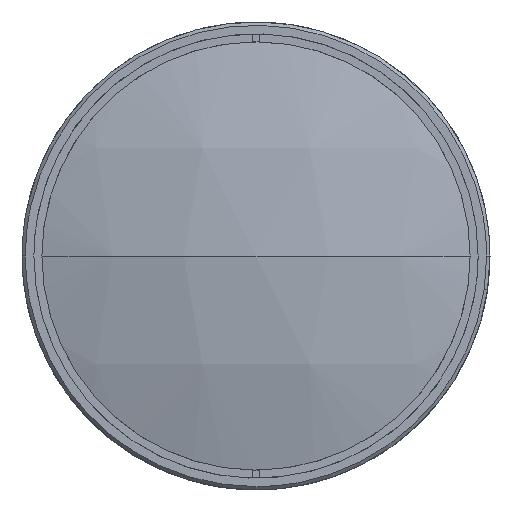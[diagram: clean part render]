
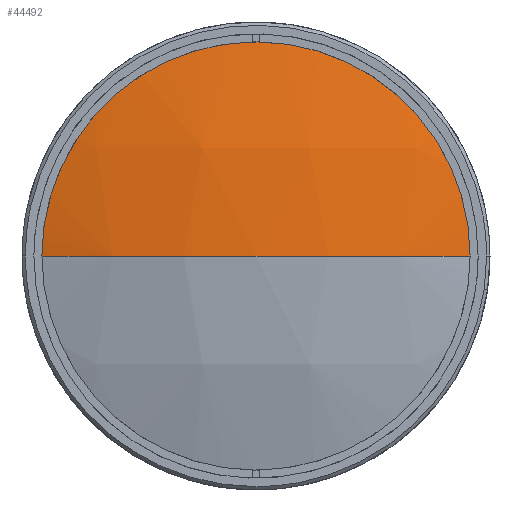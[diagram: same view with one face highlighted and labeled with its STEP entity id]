
A CAD part, left-side view. The second image highlights one B-rep face of the part: STEP entity #44492.
In plain terms, the highlighted spherical face has radius 456.634 mm.
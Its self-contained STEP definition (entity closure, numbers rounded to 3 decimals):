
#776 = CARTESIAN_POINT ( 'NONE',  ( 20.836, -111.169, 64.197 ) ) ;
#1033 = CARTESIAN_POINT ( 'NONE',  ( 20.836, -128.1, 0. ) ) ;
#1558 = CARTESIAN_POINT ( 'NONE',  ( 20.836, 96.509, 84.652 ) ) ;
#1585 = VERTEX_POINT ( 'NONE', #34564 ) ;
#1682 = EDGE_CURVE ( 'NONE', #1585, #46101, #32343, .T. ) ;
#4793 = CARTESIAN_POINT ( 'NONE',  ( 20.836, -96.509, 84.652 ) ) ;
#5059 = CARTESIAN_POINT ( 'NONE',  ( 20.836, -127.274, 16.768 ) ) ;
#5574 = CARTESIAN_POINT ( 'NONE',  ( 20.836, 111.169, 64.197 ) ) ;
#8002 = AXIS2_PLACEMENT_3D ( 'NONE', #8951, #45948, #17247 ) ;
#8289 = VERTEX_POINT ( 'NONE', #52839 ) ;
#8824 = CARTESIAN_POINT ( 'NONE',  ( 20.836, -121.557, 41.276 ) ) ;
#8951 = CARTESIAN_POINT ( 'NONE',  ( 459.134, 0., 0. ) ) ;
#9086 = CARTESIAN_POINT ( 'NONE',  ( 20.836, -8.384, 128.1 ) ) ;
#9343 = CARTESIAN_POINT ( 'NONE',  ( 20.836, -78.14, 101.853 ) ) ;
#9604 = CARTESIAN_POINT ( 'NONE',  ( 20.836, -115.141, 56.768 ) ) ;
#9872 = CARTESIAN_POINT ( 'NONE',  ( 20.836, 16.768, 127.274 ) ) ;
#12635 = ORIENTED_EDGE ( 'NONE', *, *, #1682, .F. ) ;
#13107 = CARTESIAN_POINT ( 'NONE',  ( 20.836, 56.768, 115.141 ) ) ;
#13632 = CARTESIAN_POINT ( 'NONE',  ( 20.836, -41.276, 121.557 ) ) ;
#14175 = CARTESIAN_POINT ( 'NONE',  ( 459.134, 0., 0. ) ) ;
#14439 = CIRCLE ( 'NONE', #33302, 456.634 ) ;
#16867 = CARTESIAN_POINT ( 'NONE',  ( 20.836, -33.214, 124.003 ) ) ;
#17132 = CARTESIAN_POINT ( 'NONE',  ( 20.836, -56.768, 115.141 ) ) ;
#17247 = DIRECTION ( 'NONE',  ( 0., 1., 0. ) ) ;
#18243 = CARTESIAN_POINT ( 'NONE',  ( 2.5, 0., 0. ) ) ;
#18869 = CARTESIAN_POINT ( 'NONE',  ( 459.134, 0., 0. ) ) ;
#20740 = EDGE_LOOP ( 'NONE', ( #25675, #28586, #12635 ) ) ;
#21145 = CARTESIAN_POINT ( 'NONE',  ( 20.836, -64.197, 111.169 ) ) ;
#21408 = CARTESIAN_POINT ( 'NONE',  ( 20.836, 121.557, 41.276 ) ) ;
#21538 = EDGE_CURVE ( 'NONE', #8289, #1585, #25676, .T. ) ;
#21666 = CARTESIAN_POINT ( 'NONE',  ( 20.836, 84.652, 96.509 ) ) ;
#22190 = CARTESIAN_POINT ( 'NONE',  ( 20.836, -101.853, 78.14 ) ) ;
#22342 = DIRECTION ( 'NONE',  ( -1., 0., 0. ) ) ;
#22615 = EDGE_CURVE ( 'NONE', #8289, #46101, #14439, .T. ) ;
#22724 = DIRECTION ( 'NONE',  ( 0., 0., 1. ) ) ;
#24763 = SPHERICAL_SURFACE ( 'NONE', #8002, 456.634 ) ;
#25415 = CARTESIAN_POINT ( 'NONE',  ( 20.836, 64.197, 111.169 ) ) ;
#25675 = ORIENTED_EDGE ( 'NONE', *, *, #21538, .F. ) ;
#25676 = B_SPLINE_CURVE_WITH_KNOTS ( 'NONE', 3,
 ( #1033, #50394, #5059, #41531, #8824, #9604, #776, #22190, #4793, #46083, #9343, #21145, #17132, #13632, #16867, #33240, #9086, #25948, #9872, #33510, #49878, #13107, #25415, #29458, #21666, #1558, #45817, #5574, #26216, #21408, #37787, #42330, #30248, #38559 ),
 .UNSPECIFIED., .F., .F.,
 ( 4, 2, 2, 2, 2, 2, 2, 2, 2, 2, 2, 2, 2, 2, 2, 2, 4 ),
 ( 0., 0.062, 0.125, 0.187, 0.25, 0.312, 0.375, 0.437, 0.5, 0.562, 0.625, 0.687, 0.75, 0.812, 0.875, 0.937, 1. ),
 .UNSPECIFIED. ) ;
#25948 = CARTESIAN_POINT ( 'NONE',  ( 20.836, 8.384, 128.1 ) ) ;
#26216 = CARTESIAN_POINT ( 'NONE',  ( 20.836, 115.141, 56.768 ) ) ;
#28586 = ORIENTED_EDGE ( 'NONE', *, *, #22615, .T. ) ;
#29458 = CARTESIAN_POINT ( 'NONE',  ( 20.836, 78.14, 101.853 ) ) ;
#30248 = CARTESIAN_POINT ( 'NONE',  ( 20.836, 128.1, 8.384 ) ) ;
#32343 = CIRCLE ( 'NONE', #51190, 456.634 ) ;
#33240 = CARTESIAN_POINT ( 'NONE',  ( 20.836, -16.768, 127.274 ) ) ;
#33302 = AXIS2_PLACEMENT_3D ( 'NONE', #18869, #47308, #22342 ) ;
#33510 = CARTESIAN_POINT ( 'NONE',  ( 20.836, 33.214, 124.003 ) ) ;
#34564 = CARTESIAN_POINT ( 'NONE',  ( 20.836, 128.1, 0. ) ) ;
#36867 = FACE_OUTER_BOUND ( 'NONE', #20740, .T. ) ;
#37787 = CARTESIAN_POINT ( 'NONE',  ( 20.836, 124.003, 33.214 ) ) ;
#38559 = CARTESIAN_POINT ( 'NONE',  ( 20.836, 128.1, 0. ) ) ;
#39096 = DIRECTION ( 'NONE',  ( 1., 0., 0. ) ) ;
#41531 = CARTESIAN_POINT ( 'NONE',  ( 20.836, -124.003, 33.214 ) ) ;
#42330 = CARTESIAN_POINT ( 'NONE',  ( 20.836, 127.274, 16.768 ) ) ;
#44492 = ADVANCED_FACE ( 'NONE', ( #36867 ), #24763, .F. ) ;
#45817 = CARTESIAN_POINT ( 'NONE',  ( 20.836, 101.853, 78.14 ) ) ;
#45948 = DIRECTION ( 'NONE',  ( 0., 0., -1. ) ) ;
#46083 = CARTESIAN_POINT ( 'NONE',  ( 20.836, -84.652, 96.509 ) ) ;
#46101 = VERTEX_POINT ( 'NONE', #18243 ) ;
#47308 = DIRECTION ( 'NONE',  ( 0., 0., -1. ) ) ;
#49878 = CARTESIAN_POINT ( 'NONE',  ( 20.836, 41.276, 121.557 ) ) ;
#50394 = CARTESIAN_POINT ( 'NONE',  ( 20.836, -128.1, 8.384 ) ) ;
#51190 = AXIS2_PLACEMENT_3D ( 'NONE', #14175, #22724, #39096 ) ;
#52839 = CARTESIAN_POINT ( 'NONE',  ( 20.836, -128.1, 0. ) ) ;
